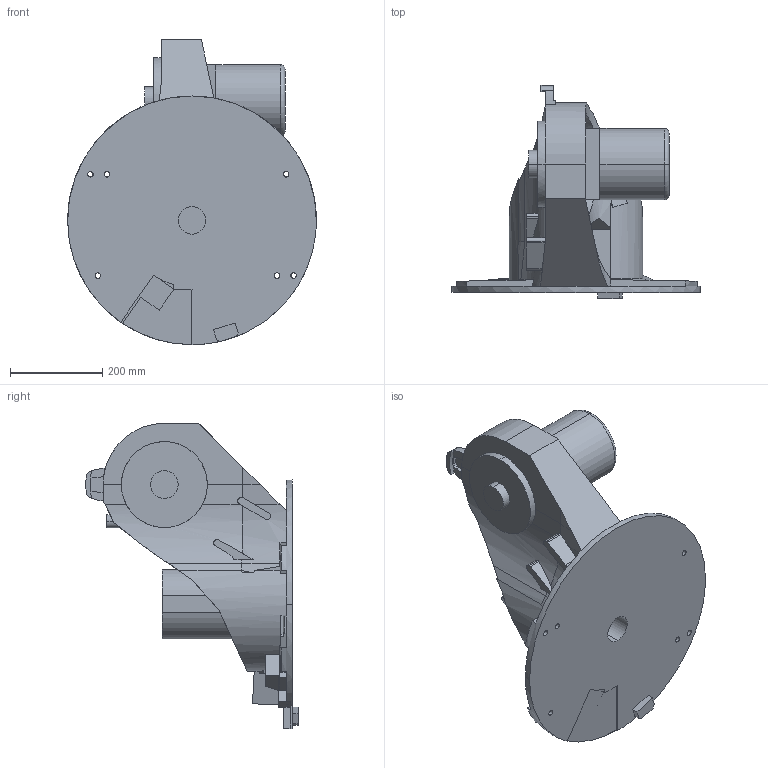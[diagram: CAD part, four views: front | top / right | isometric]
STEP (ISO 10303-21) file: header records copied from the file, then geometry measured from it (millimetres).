
FILE_DESCRIPTION (( 'STEP AP203' ), '1' );
FILE_NAME ('ROBOT_PIVOT_1001_Predeterminado_sldprt.STEP', '2024-06-16T18:36:58', ( '' ), ( '' ), 'SwSTEP 2.0', 'SolidWorks 2021', '' );
FILE_SCHEMA (( 'CONFIG_CONTROL_DESIGN' ));
Length unit declared in the file: millimetre
Products named in the file (1): ROBOT_PIVOT_1001_Predeterminado_sldprt
Bounding box: 540 x 461.9 x 663 mm (x, y, z)
Volume: 24337781.7 mm3; surface area: 1342364.4 mm2
Topology: 1 solids, 1 shells, 252 faces, 730 edges, 486 vertices
Faces by surface type: plane 185, cylinder 61, torus 2, cone 2, bspline 2
Entity records: 11627 total; most frequent: CARTESIAN_POINT 5504, ORIENTED_EDGE 1460, DIRECTION 952, EDGE_CURVE 730, VERTEX_POINT 486, LINE 348, VECTOR 348, B_SPLINE_CURVE_WITH_KNOTS 321
